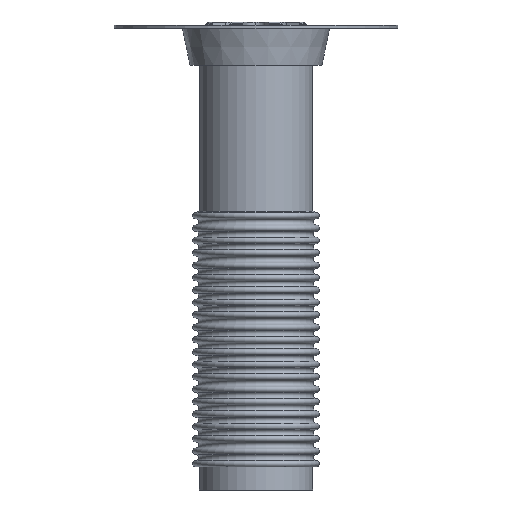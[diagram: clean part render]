
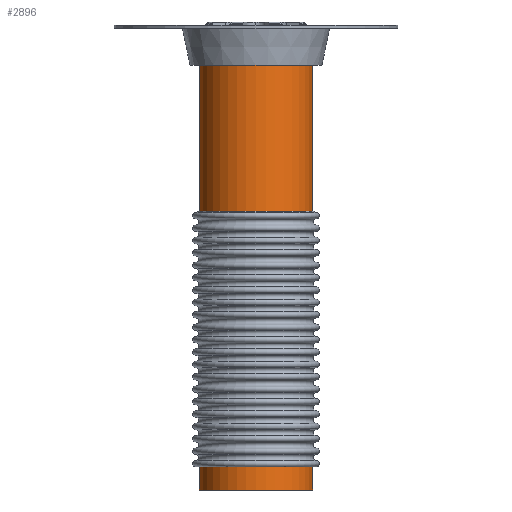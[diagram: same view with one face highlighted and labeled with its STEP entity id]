
A CAD part, front view. The second image highlights one B-rep face of the part: STEP entity #2896.
In plain terms, the highlighted cylindrical face has radius 365 mm (diameter 730 mm), a full revolution.
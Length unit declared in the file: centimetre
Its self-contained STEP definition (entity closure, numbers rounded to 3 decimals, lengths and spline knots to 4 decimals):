
#205=LINE('',#4465,#351);
#351=VECTOR('',#3492,36.5);
#497=CYLINDRICAL_SURFACE('',#3069,36.5);
#546=FACE_OUTER_BOUND('',#713,.T.);
#713=EDGE_LOOP('',(#1913,#1914,#1915,#1916));
#887=CIRCLE('',#3067,36.5);
#889=CIRCLE('',#3070,36.5);
#1133=VERTEX_POINT('',#4458);
#1135=VERTEX_POINT('',#4463);
#1436=EDGE_CURVE('',#1133,#1133,#887,.T.);
#1438=EDGE_CURVE('',#1135,#1135,#889,.T.);
#1439=EDGE_CURVE('',#1135,#1133,#205,.T.);
#1913=ORIENTED_EDGE('',*,*,#1438,.F.);
#1914=ORIENTED_EDGE('',*,*,#1439,.T.);
#1915=ORIENTED_EDGE('',*,*,#1436,.T.);
#1916=ORIENTED_EDGE('',*,*,#1439,.F.);
#2896=ADVANCED_FACE('',(#546),#497,.T.);
#3067=AXIS2_PLACEMENT_3D('',#4459,#3484,#3485);
#3069=AXIS2_PLACEMENT_3D('',#4462,#3488,#3489);
#3070=AXIS2_PLACEMENT_3D('',#4464,#3490,#3491);
#3484=DIRECTION('center_axis',(0.,0.,-1.));
#3485=DIRECTION('ref_axis',(-1.,0.,0.));
#3488=DIRECTION('center_axis',(0.,0.,-1.));
#3489=DIRECTION('ref_axis',(-1.,0.,0.));
#3490=DIRECTION('center_axis',(0.,0.,-1.));
#3491=DIRECTION('ref_axis',(-1.,0.,0.));
#3492=DIRECTION('',(0.,0.,1.));
#4458=CARTESIAN_POINT('',(36.5678,0.,-1.));
#4459=CARTESIAN_POINT('Origin',(0.0678,0.,
-1.));
#4462=CARTESIAN_POINT('Origin',(0.0678,0.,
-150.));
#4463=CARTESIAN_POINT('',(36.5678,0.,-299.));
#4464=CARTESIAN_POINT('Origin',(0.0678,0.,
-299.));
#4465=CARTESIAN_POINT('',(36.5678,0.,-150.));
